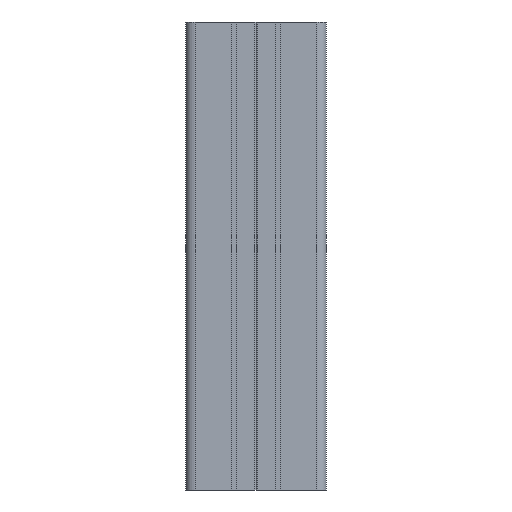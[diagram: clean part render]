
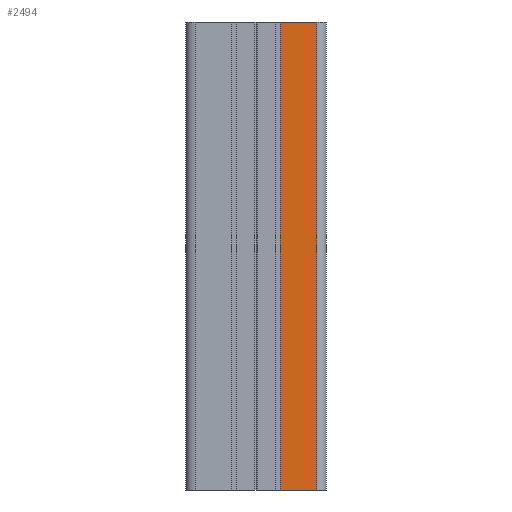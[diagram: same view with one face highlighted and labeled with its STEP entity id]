
A CAD part, front view. The second image highlights one B-rep face of the part: STEP entity #2494.
In plain terms, the highlighted planar face has unit normal (0, -1, 0).
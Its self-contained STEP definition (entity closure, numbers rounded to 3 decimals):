
#41=PLANE('',#2644);
#148=FACE_OUTER_BOUND('',#274,.T.);
#274=EDGE_LOOP('',(#1789,#1790,#1791,#1792));
#389=LINE('',#3467,#713);
#444=LINE('',#3596,#768);
#445=LINE('',#3598,#769);
#446=LINE('',#3599,#770);
#713=VECTOR('',#2793,10.);
#768=VECTOR('',#2908,10.);
#769=VECTOR('',#2909,10.);
#770=VECTOR('',#2910,10.);
#1086=VERTEX_POINT('',#3464);
#1087=VERTEX_POINT('',#3466);
#1131=VERTEX_POINT('',#3595);
#1132=VERTEX_POINT('',#3597);
#1334=EDGE_CURVE('',#1086,#1087,#389,.T.);
#1398=EDGE_CURVE('',#1131,#1086,#444,.T.);
#1399=EDGE_CURVE('',#1132,#1131,#445,.T.);
#1400=EDGE_CURVE('',#1087,#1132,#446,.T.);
#1789=ORIENTED_EDGE('',*,*,#1334,.F.);
#1790=ORIENTED_EDGE('',*,*,#1398,.F.);
#1791=ORIENTED_EDGE('',*,*,#1399,.F.);
#1792=ORIENTED_EDGE('',*,*,#1400,.F.);
#2494=ADVANCED_FACE('',(#148),#41,.T.);
#2644=AXIS2_PLACEMENT_3D('',#3594,#2906,#2907);
#2793=DIRECTION('',(0.,0.,-1.));
#2906=DIRECTION('center_axis',(0.,-1.,0.));
#2907=DIRECTION('ref_axis',(1.,0.,0.));
#2908=DIRECTION('',(1.,0.,0.));
#2909=DIRECTION('',(0.,0.,1.));
#2910=DIRECTION('',(-1.,0.,0.));
#3464=CARTESIAN_POINT('',(13.,-15.,50.));
#3466=CARTESIAN_POINT('',(13.,-15.,-50.));
#3467=CARTESIAN_POINT('',(13.,-15.,0.));
#3594=CARTESIAN_POINT('Origin',(5.2,-15.,0.));
#3595=CARTESIAN_POINT('',(5.2,-15.,50.));
#3596=CARTESIAN_POINT('',(5.2,-15.,50.));
#3597=CARTESIAN_POINT('',(5.2,-15.,-50.));
#3598=CARTESIAN_POINT('',(5.2,-15.,0.));
#3599=CARTESIAN_POINT('',(5.2,-15.,-50.));
